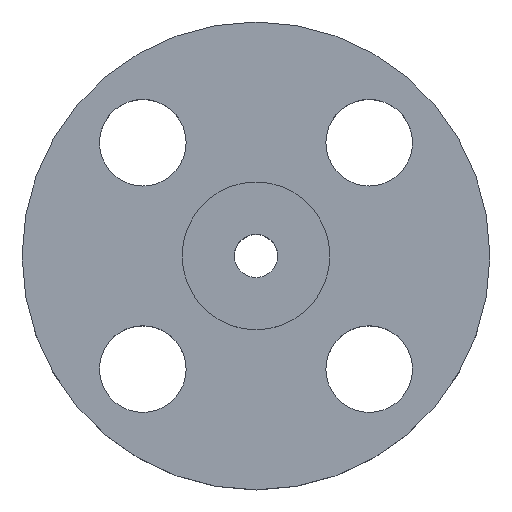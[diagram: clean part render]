
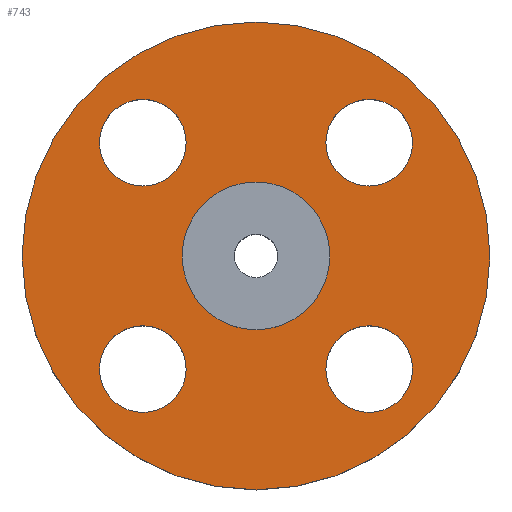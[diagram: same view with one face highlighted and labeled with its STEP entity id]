
A CAD part, top view. The second image highlights one B-rep face of the part: STEP entity #743.
In plain terms, the highlighted planar face has unit normal (0, 0, 1).
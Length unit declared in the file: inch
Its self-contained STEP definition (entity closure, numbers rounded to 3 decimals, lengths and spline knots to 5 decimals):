
#4 = DIRECTION ( 'NONE',  ( -1., 0., 0. ) ) ;
#20 = ORIENTED_EDGE ( 'NONE', *, *, #182, .F. ) ;
#29 = DIRECTION ( 'NONE',  ( 0., 0., 1. ) ) ;
#38 = AXIS2_PLACEMENT_3D ( 'NONE', #564, #134, #4 ) ;
#54 = CARTESIAN_POINT ( 'NONE',  ( 0., 0., 0. ) ) ;
#58 = EDGE_CURVE ( 'NONE', #578, #272, #81, .T. ) ;
#68 = ORIENTED_EDGE ( 'NONE', *, *, #205, .T. ) ;
#74 = DIRECTION ( 'NONE',  ( 1., 0., 0. ) ) ;
#78 = CIRCLE ( 'NONE', #654, 0.44 ) ;
#81 = CIRCLE ( 'NONE', #642, 0.44 ) ;
#87 = CARTESIAN_POINT ( 'NONE',  ( -1.14905, 1.14905, 0. ) ) ;
#90 = DIRECTION ( 'NONE',  ( 0., 0., 1. ) ) ;
#91 = VERTEX_POINT ( 'NONE', #139 ) ;
#95 = ORIENTED_EDGE ( 'NONE', *, *, #369, .F. ) ;
#103 = CARTESIAN_POINT ( 'NONE',  ( 1.14905, -1.14905, 0. ) ) ;
#104 = CIRCLE ( 'NONE', #38, 0.44 ) ;
#110 = EDGE_CURVE ( 'NONE', #607, #217, #214, .T. ) ;
#122 = DIRECTION ( 'NONE',  ( 0., 0., 1. ) ) ;
#134 = DIRECTION ( 'NONE',  ( 0., 0., 1. ) ) ;
#139 = CARTESIAN_POINT ( 'NONE',  ( 1.14905, -0.70905, 0. ) ) ;
#142 = DIRECTION ( 'NONE',  ( 1., 0., 0. ) ) ;
#143 = CIRCLE ( 'NONE', #252, 0.44 ) ;
#150 = CARTESIAN_POINT ( 'NONE',  ( 0., 0., 0. ) ) ;
#171 = VERTEX_POINT ( 'NONE', #395 ) ;
#172 = DIRECTION ( 'NONE',  ( 0., 0., 1. ) ) ;
#173 = FACE_BOUND ( 'NONE', #370, .T. ) ;
#181 = DIRECTION ( 'NONE',  ( -1., 0., 0. ) ) ;
#182 = EDGE_CURVE ( 'NONE', #272, #578, #143, .T. ) ;
#187 = CARTESIAN_POINT ( 'NONE',  ( 1.14905, 1.14905, 0. ) ) ;
#205 = EDGE_CURVE ( 'NONE', #318, #686, #223, .T. ) ;
#210 = AXIS2_PLACEMENT_3D ( 'NONE', #342, #711, #74 ) ;
#214 = CIRCLE ( 'NONE', #210, 0.75 ) ;
#217 = VERTEX_POINT ( 'NONE', #391 ) ;
#223 = CIRCLE ( 'NONE', #477, 2.375 ) ;
#225 = EDGE_CURVE ( 'NONE', #240, #661, #348, .T. ) ;
#229 = CARTESIAN_POINT ( 'NONE',  ( 0., 0., 0. ) ) ;
#238 = CARTESIAN_POINT ( 'NONE',  ( -2.375, 0., 0. ) ) ;
#240 = VERTEX_POINT ( 'NONE', #434 ) ;
#246 = EDGE_CURVE ( 'NONE', #585, #91, #491, .T. ) ;
#250 = VERTEX_POINT ( 'NONE', #347 ) ;
#252 = AXIS2_PLACEMENT_3D ( 'NONE', #87, #333, #771 ) ;
#253 = AXIS2_PLACEMENT_3D ( 'NONE', #54, #563, #808 ) ;
#255 = AXIS2_PLACEMENT_3D ( 'NONE', #568, #809, #181 ) ;
#272 = VERTEX_POINT ( 'NONE', #790 ) ;
#283 = ORIENTED_EDGE ( 'NONE', *, *, #246, .F. ) ;
#299 = CARTESIAN_POINT ( 'NONE',  ( 1.14905, -1.14905, 0. ) ) ;
#302 = EDGE_LOOP ( 'NONE', ( #283, #544 ) ) ;
#306 = AXIS2_PLACEMENT_3D ( 'NONE', #646, #527, #694 ) ;
#318 = VERTEX_POINT ( 'NONE', #559 ) ;
#331 = ORIENTED_EDGE ( 'NONE', *, *, #225, .F. ) ;
#333 = DIRECTION ( 'NONE',  ( 0., 0., 1. ) ) ;
#342 = CARTESIAN_POINT ( 'NONE',  ( 0., 0., 0. ) ) ;
#347 = CARTESIAN_POINT ( 'NONE',  ( -1.58905, -1.14905, 0. ) ) ;
#348 = CIRCLE ( 'NONE', #306, 0.44 ) ;
#368 = PLANE ( 'NONE',  #752 ) ;
#369 = EDGE_CURVE ( 'NONE', #217, #607, #572, .T. ) ;
#370 = EDGE_LOOP ( 'NONE', ( #495, #782 ) ) ;
#371 = AXIS2_PLACEMENT_3D ( 'NONE', #299, #172, #676 ) ;
#380 = EDGE_CURVE ( 'NONE', #91, #585, #438, .T. ) ;
#391 = CARTESIAN_POINT ( 'NONE',  ( 0.75, 0., 0. ) ) ;
#393 = ORIENTED_EDGE ( 'NONE', *, *, #110, .F. ) ;
#395 = CARTESIAN_POINT ( 'NONE',  ( -0.70905, -1.14905, 0. ) ) ;
#401 = CARTESIAN_POINT ( 'NONE',  ( -0.75, 0., 0. ) ) ;
#406 = DIRECTION ( 'NONE',  ( 0., 0., 1. ) ) ;
#409 = CARTESIAN_POINT ( 'NONE',  ( 1.14905, -1.58905, 0. ) ) ;
#413 = CIRCLE ( 'NONE', #253, 2.375 ) ;
#414 = CIRCLE ( 'NONE', #255, 0.44 ) ;
#415 = EDGE_LOOP ( 'NONE', ( #20, #796 ) ) ;
#418 = FACE_BOUND ( 'NONE', #772, .T. ) ;
#432 = DIRECTION ( 'NONE',  ( 0., 0., 1. ) ) ;
#434 = CARTESIAN_POINT ( 'NONE',  ( 0.70905, 1.14905, 0. ) ) ;
#438 = CIRCLE ( 'NONE', #593, 0.44 ) ;
#443 = CARTESIAN_POINT ( 'NONE',  ( -1.14905, 1.14905, 0. ) ) ;
#445 = DIRECTION ( 'NONE',  ( 0., 0., 1. ) ) ;
#459 = EDGE_LOOP ( 'NONE', ( #68, #624 ) ) ;
#469 = EDGE_CURVE ( 'NONE', #661, #240, #78, .T. ) ;
#477 = AXIS2_PLACEMENT_3D ( 'NONE', #150, #406, #142 ) ;
#480 = FACE_BOUND ( 'NONE', #302, .T. ) ;
#481 = EDGE_CURVE ( 'NONE', #686, #318, #413, .T. ) ;
#491 = CIRCLE ( 'NONE', #371, 0.44 ) ;
#495 = ORIENTED_EDGE ( 'NONE', *, *, #780, .F. ) ;
#522 = CARTESIAN_POINT ( 'NONE',  ( -1.14905, 0.70905, 0. ) ) ;
#527 = DIRECTION ( 'NONE',  ( 0., 0., 1. ) ) ;
#544 = ORIENTED_EDGE ( 'NONE', *, *, #380, .F. ) ;
#548 = FACE_BOUND ( 'NONE', #674, .T. ) ;
#559 = CARTESIAN_POINT ( 'NONE',  ( 2.375, 0., 0. ) ) ;
#563 = DIRECTION ( 'NONE',  ( 0., 0., 1. ) ) ;
#564 = CARTESIAN_POINT ( 'NONE',  ( -1.14905, -1.14905, 0. ) ) ;
#568 = CARTESIAN_POINT ( 'NONE',  ( -1.14905, -1.14905, 0. ) ) ;
#572 = CIRCLE ( 'NONE', #582, 0.75 ) ;
#578 = VERTEX_POINT ( 'NONE', #522 ) ;
#582 = AXIS2_PLACEMENT_3D ( 'NONE', #652, #90, #672 ) ;
#585 = VERTEX_POINT ( 'NONE', #409 ) ;
#593 = AXIS2_PLACEMENT_3D ( 'NONE', #103, #29, #615 ) ;
#604 = CARTESIAN_POINT ( 'NONE',  ( 1.58905, 1.14905, 0. ) ) ;
#607 = VERTEX_POINT ( 'NONE', #401 ) ;
#615 = DIRECTION ( 'NONE',  ( 0., -1., 0. ) ) ;
#624 = ORIENTED_EDGE ( 'NONE', *, *, #481, .T. ) ;
#642 = AXIS2_PLACEMENT_3D ( 'NONE', #443, #122, #688 ) ;
#646 = CARTESIAN_POINT ( 'NONE',  ( 1.14905, 1.14905, 0. ) ) ;
#651 = ORIENTED_EDGE ( 'NONE', *, *, #469, .F. ) ;
#652 = CARTESIAN_POINT ( 'NONE',  ( 0., 0., 0. ) ) ;
#654 = AXIS2_PLACEMENT_3D ( 'NONE', #187, #445, #759 ) ;
#661 = VERTEX_POINT ( 'NONE', #604 ) ;
#672 = DIRECTION ( 'NONE',  ( 1., 0., 0. ) ) ;
#674 = EDGE_LOOP ( 'NONE', ( #393, #95 ) ) ;
#676 = DIRECTION ( 'NONE',  ( 0., -1., 0. ) ) ;
#686 = VERTEX_POINT ( 'NONE', #238 ) ;
#688 = DIRECTION ( 'NONE',  ( 0., 1., 0. ) ) ;
#694 = DIRECTION ( 'NONE',  ( 1., 0., 0. ) ) ;
#711 = DIRECTION ( 'NONE',  ( 0., 0., 1. ) ) ;
#725 = FACE_BOUND ( 'NONE', #415, .T. ) ;
#730 = DIRECTION ( 'NONE',  ( 1., 0., 0. ) ) ;
#743 = ADVANCED_FACE ( 'NONE', ( #480, #173, #725, #418, #548, #791 ), #368, .T. ) ;
#752 = AXIS2_PLACEMENT_3D ( 'NONE', #229, #432, #730 ) ;
#759 = DIRECTION ( 'NONE',  ( 1., 0., 0. ) ) ;
#769 = EDGE_CURVE ( 'NONE', #171, #250, #414, .T. ) ;
#771 = DIRECTION ( 'NONE',  ( 0., 1., 0. ) ) ;
#772 = EDGE_LOOP ( 'NONE', ( #651, #331 ) ) ;
#780 = EDGE_CURVE ( 'NONE', #250, #171, #104, .T. ) ;
#782 = ORIENTED_EDGE ( 'NONE', *, *, #769, .F. ) ;
#790 = CARTESIAN_POINT ( 'NONE',  ( -1.14905, 1.58905, 0. ) ) ;
#791 = FACE_OUTER_BOUND ( 'NONE', #459, .T. ) ;
#796 = ORIENTED_EDGE ( 'NONE', *, *, #58, .F. ) ;
#808 = DIRECTION ( 'NONE',  ( 1., 0., 0. ) ) ;
#809 = DIRECTION ( 'NONE',  ( 0., 0., 1. ) ) ;
